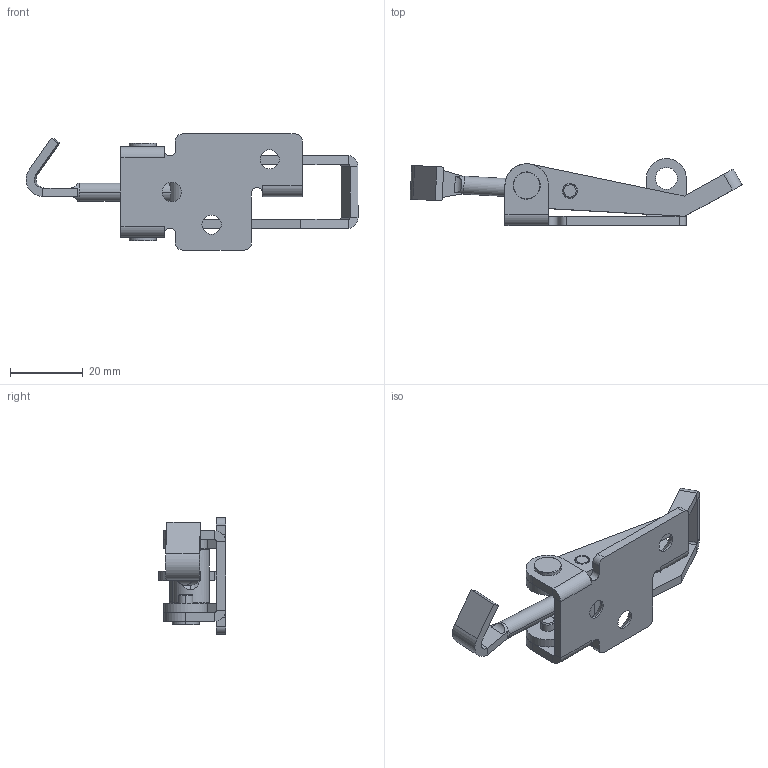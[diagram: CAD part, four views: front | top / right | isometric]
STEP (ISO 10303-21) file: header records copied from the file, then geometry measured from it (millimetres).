
FILE_DESCRIPTION (( 'STEP AP214' ), '1' );
FILE_NAME ('520704 - HLC fzb.STEP', '2016-12-27T09:00:39', ( '' ), ( '' ), 'SwSTEP 2.0', 'SolidWorks 2015', '' );
FILE_SCHEMA (( 'AUTOMOTIVE_DESIGN' ));
Length unit declared in the file: millimetre
Products named in the file (6): 702 - Ansatsnit; 520704 - HLC fzb; 702 - Bygel; 702 - Platta LC; 702 - Rulle; 702 - platthake
Assembly tree (6 placements, depth 2):
  520704 - HLC fzb
    702 - Platta LC
    702 - platthake
    702 - Bygel
    702 - Ansatsnit  x2
    702 - Rulle
Bounding box: 91.56 x 18.5 x 32 mm (x, y, z)
Volume: 9125.4 mm3; surface area: 9455.2 mm2
Topology: 6 solids, 6 shells, 171 faces, 386 edges, 234 vertices
Faces by surface type: plane 77, cylinder 72, cone 18, torus 4
Entity records: 4878 total; most frequent: CARTESIAN_POINT 948, DIRECTION 832, ORIENTED_EDGE 720, EDGE_CURVE 360, AXIS2_PLACEMENT_3D 312, VERTEX_POINT 218, LINE 208, VECTOR 208
